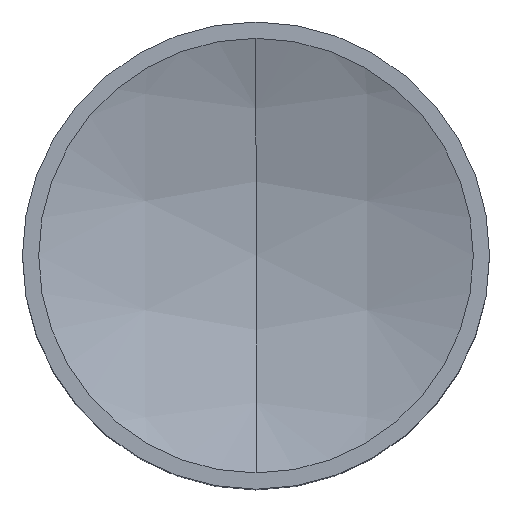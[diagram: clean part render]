
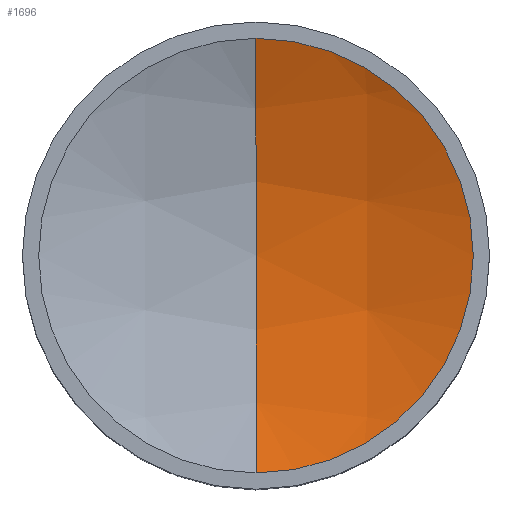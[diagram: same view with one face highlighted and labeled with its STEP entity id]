
A CAD part, top view. The second image highlights one B-rep face of the part: STEP entity #1696.
In plain terms, the highlighted spherical face has radius 2.6 mm.
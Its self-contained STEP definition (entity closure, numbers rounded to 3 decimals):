
#117 = DIRECTION ( 'NONE',  ( 0., 0., -1. ) ) ;
#137 = CARTESIAN_POINT ( 'NONE',  ( 0., 1., 0. ) ) ;
#187 = EDGE_CURVE ( 'NONE', #369, #1682, #2478, .T. ) ;
#218 = CIRCLE ( 'NONE', #553, 2.6 ) ;
#286 = EDGE_LOOP ( 'NONE', ( #1382, #1408, #514 ) ) ;
#295 = CARTESIAN_POINT ( 'NONE',  ( 0., 0., 0. ) ) ;
#369 = VERTEX_POINT ( 'NONE', #137 ) ;
#374 = DIRECTION ( 'NONE',  ( -1., 0., 0. ) ) ;
#514 = ORIENTED_EDGE ( 'NONE', *, *, #1876, .F. ) ;
#553 = AXIS2_PLACEMENT_3D ( 'NONE', #562, #2072, #117 ) ;
#562 = CARTESIAN_POINT ( 'NONE',  ( 0., 0., 2.4 ) ) ;
#759 = CARTESIAN_POINT ( 'NONE',  ( 0., 0., 2.4 ) ) ;
#794 = DIRECTION ( 'NONE',  ( 0., -1., 0. ) ) ;
#866 = SPHERICAL_SURFACE ( 'NONE', #1396, 2.6 ) ;
#1012 = EDGE_CURVE ( 'NONE', #369, #2267, #2359, .T. ) ;
#1058 = DIRECTION ( 'NONE',  ( -1., 0., 0. ) ) ;
#1081 = CARTESIAN_POINT ( 'NONE',  ( 0., -1., 0. ) ) ;
#1086 = DIRECTION ( 'NONE',  ( -1., 0., 0. ) ) ;
#1125 = DIRECTION ( 'NONE',  ( 0., 0., -1. ) ) ;
#1195 = AXIS2_PLACEMENT_3D ( 'NONE', #759, #374, #794 ) ;
#1237 = CARTESIAN_POINT ( 'NONE',  ( 0., 0., 2.4 ) ) ;
#1382 = ORIENTED_EDGE ( 'NONE', *, *, #1012, .F. ) ;
#1396 = AXIS2_PLACEMENT_3D ( 'NONE', #1237, #1058, #2378 ) ;
#1408 = ORIENTED_EDGE ( 'NONE', *, *, #187, .T. ) ;
#1682 = VERTEX_POINT ( 'NONE', #2512 ) ;
#1696 = ADVANCED_FACE ( 'NONE', ( #2216 ), #866, .F. ) ;
#1876 = EDGE_CURVE ( 'NONE', #2267, #1682, #218, .T. ) ;
#1961 = AXIS2_PLACEMENT_3D ( 'NONE', #295, #1125, #1086 ) ;
#2072 = DIRECTION ( 'NONE',  ( 1., 0., 0. ) ) ;
#2216 = FACE_OUTER_BOUND ( 'NONE', #286, .T. ) ;
#2267 = VERTEX_POINT ( 'NONE', #1081 ) ;
#2359 = CIRCLE ( 'NONE', #1961, 1. ) ;
#2378 = DIRECTION ( 'NONE',  ( 0., -1., 0. ) ) ;
#2478 = CIRCLE ( 'NONE', #1195, 2.6 ) ;
#2512 = CARTESIAN_POINT ( 'NONE',  ( 0., 0., -0.2 ) ) ;
